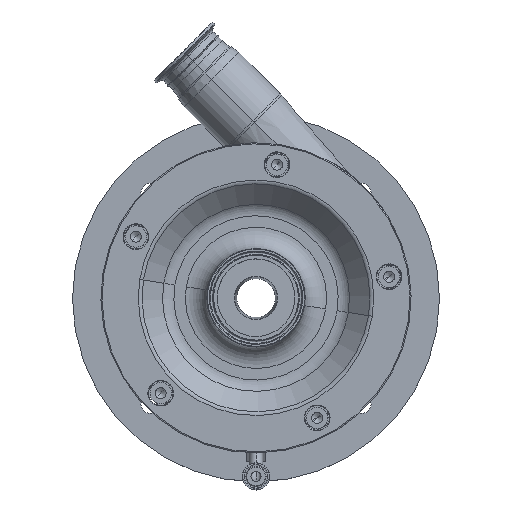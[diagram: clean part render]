
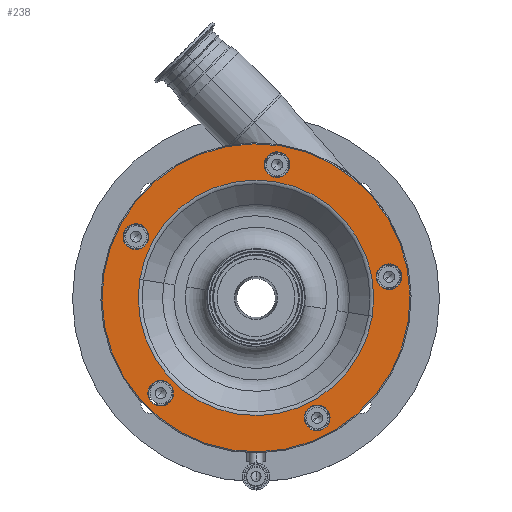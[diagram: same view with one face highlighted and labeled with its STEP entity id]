
A CAD part, top view. The second image highlights one B-rep face of the part: STEP entity #238.
In plain terms, the highlighted planar face has unit normal (0, 0, 1).
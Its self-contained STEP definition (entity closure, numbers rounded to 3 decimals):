
#121 = CARTESIAN_POINT ( 'NONE',  ( 108.716, -17.219, 326.5 ) ) ;
#238 = ADVANCED_FACE ( 'NONE', ( #5312, #2484, #7284, #15543, #13007, #4366, #11498 ), #1436, .F. ) ;
#324 = DIRECTION ( 'NONE',  ( 0., 0., 1. ) ) ;
#460 = VERTEX_POINT ( 'NONE', #3296 ) ;
#463 = CIRCLE ( 'NONE', #15757, 110.071 ) ;
#595 = CARTESIAN_POINT ( 'NONE',  ( 136.301, 17.834, 326.5 ) ) ;
#599 = ORIENTED_EDGE ( 'NONE', *, *, #10844, .F. ) ;
#660 = EDGE_CURVE ( 'NONE', #16050, #4892, #6785, .T. ) ;
#667 = AXIS2_PLACEMENT_3D ( 'NONE', #9337, #15056, #5016 ) ;
#931 = CIRCLE ( 'NONE', #17131, 12. ) ;
#1120 = CARTESIAN_POINT ( 'NONE',  ( -100.415, 55.326, 326.5 ) ) ;
#1260 = AXIS2_PLACEMENT_3D ( 'NONE', #12055, #4921, #12335 ) ;
#1436 = PLANE ( 'NONE',  #7059 ) ;
#1523 = CARTESIAN_POINT ( 'NONE',  ( 57.203, -112.267, 326.5 ) ) ;
#1579 = VERTEX_POINT ( 'NONE', #121 ) ;
#1588 = CARTESIAN_POINT ( 'NONE',  ( -124.119, 59.08, 326.5 ) ) ;
#1647 = VERTEX_POINT ( 'NONE', #16906 ) ;
#1762 = DIRECTION ( 'NONE',  ( 0.988, -0.156, 0. ) ) ;
#1919 = ORIENTED_EDGE ( 'NONE', *, *, #15662, .F. ) ;
#1989 = CARTESIAN_POINT ( 'NONE',  ( 0., 0., 326.5 ) ) ;
#2106 = CARTESIAN_POINT ( 'NONE',  ( 7.858, 126.326, 326.5 ) ) ;
#2395 = CARTESIAN_POINT ( 'NONE',  ( 0., 0., 326.5 ) ) ;
#2472 = CIRCLE ( 'NONE', #667, 12. ) ;
#2484 = FACE_BOUND ( 'NONE', #10592, .T. ) ;
#2693 = DIRECTION ( 'NONE',  ( 0.988, -0.156, 0. ) ) ;
#2838 = ORIENTED_EDGE ( 'NONE', *, *, #5829, .F. ) ;
#2989 = DIRECTION ( 'NONE',  ( 0., 0., 1. ) ) ;
#3119 = DIRECTION ( 'NONE',  ( 0., 0., 1. ) ) ;
#3173 = VERTEX_POINT ( 'NONE', #6359 ) ;
#3196 = ORIENTED_EDGE ( 'NONE', *, *, #8978, .F. ) ;
#3223 = CARTESIAN_POINT ( 'NONE',  ( 0., 0., 326.5 ) ) ;
#3296 = CARTESIAN_POINT ( 'NONE',  ( -100.948, -87.218, 326.5 ) ) ;
#3318 = AXIS2_PLACEMENT_3D ( 'NONE', #17914, #15170, #13767 ) ;
#3463 = CARTESIAN_POINT ( 'NONE',  ( -108.716, 17.219, 326.5 ) ) ;
#4272 = CARTESIAN_POINT ( 'NONE',  ( 22.527, 142.227, 326.5 ) ) ;
#4366 = FACE_OUTER_BOUND ( 'NONE', #8829, .T. ) ;
#4445 = AXIS2_PLACEMENT_3D ( 'NONE', #15850, #13309, #8817 ) ;
#4464 = DIRECTION ( 'NONE',  ( -0.988, 0.156, 0. ) ) ;
#4892 = VERTEX_POINT ( 'NONE', #5404 ) ;
#4921 = DIRECTION ( 'NONE',  ( 0., 0., 1. ) ) ;
#4999 = DIRECTION ( 'NONE',  ( 0., 0., 1. ) ) ;
#5016 = DIRECTION ( 'NONE',  ( 0.988, -0.156, 0. ) ) ;
#5312 = FACE_BOUND ( 'NONE', #7739, .T. ) ;
#5401 = CARTESIAN_POINT ( 'NONE',  ( -89.095, -89.095, 326.5 ) ) ;
#5404 = CARTESIAN_POINT ( 'NONE',  ( 69.055, -114.144, 326.5 ) ) ;
#5454 = DIRECTION ( 'NONE',  ( 0., 0., 1. ) ) ;
#5496 = DIRECTION ( 'NONE',  ( 0., 0., 1. ) ) ;
#5519 = ORIENTED_EDGE ( 'NONE', *, *, #14160, .F. ) ;
#5829 = EDGE_CURVE ( 'NONE', #1579, #16886, #11420, .T. ) ;
#5908 = EDGE_CURVE ( 'NONE', #12203, #17442, #18040, .T. ) ;
#5976 = AXIS2_PLACEMENT_3D ( 'NONE', #1523, #4999, #15038 ) ;
#6127 = AXIS2_PLACEMENT_3D ( 'NONE', #7322, #13413, #16414 ) ;
#6331 = CARTESIAN_POINT ( 'NONE',  ( 112.596, 21.588, 326.5 ) ) ;
#6359 = CARTESIAN_POINT ( 'NONE',  ( 31.563, 122.572, 326.5 ) ) ;
#6575 = ORIENTED_EDGE ( 'NONE', *, *, #7730, .F. ) ;
#6785 = CIRCLE ( 'NONE', #14267, 12. ) ;
#7059 = AXIS2_PLACEMENT_3D ( 'NONE', #4272, #17327, #4464 ) ;
#7207 = EDGE_CURVE ( 'NONE', #13435, #13753, #931, .T. ) ;
#7284 = FACE_BOUND ( 'NONE', #13340, .T. ) ;
#7322 = CARTESIAN_POINT ( 'NONE',  ( -112.267, 57.203, 326.5 ) ) ;
#7339 = CARTESIAN_POINT ( 'NONE',  ( 45.351, -110.39, 326.5 ) ) ;
#7730 = EDGE_CURVE ( 'NONE', #1647, #460, #15328, .T. ) ;
#7739 = EDGE_LOOP ( 'NONE', ( #13956, #16810 ) ) ;
#8094 = AXIS2_PLACEMENT_3D ( 'NONE', #10259, #3119, #14577 ) ;
#8336 = EDGE_CURVE ( 'NONE', #8959, #12739, #17757, .T. ) ;
#8816 = CARTESIAN_POINT ( 'NONE',  ( 57.203, -112.267, 326.5 ) ) ;
#8817 = DIRECTION ( 'NONE',  ( 0.988, -0.156, 0. ) ) ;
#8829 = EDGE_LOOP ( 'NONE', ( #9261, #18388 ) ) ;
#8959 = VERTEX_POINT ( 'NONE', #6331 ) ;
#8978 = EDGE_CURVE ( 'NONE', #460, #1647, #10569, .T. ) ;
#8999 = EDGE_CURVE ( 'NONE', #12739, #8959, #2472, .T. ) ;
#9261 = ORIENTED_EDGE ( 'NONE', *, *, #5908, .T. ) ;
#9268 = DIRECTION ( 'NONE',  ( 0., 0., 1. ) ) ;
#9337 = CARTESIAN_POINT ( 'NONE',  ( 124.449, 19.711, 326.5 ) ) ;
#9344 = AXIS2_PLACEMENT_3D ( 'NONE', #5401, #5496, #13849 ) ;
#9500 = CIRCLE ( 'NONE', #10099, 144. ) ;
#10099 = AXIS2_PLACEMENT_3D ( 'NONE', #3223, #324, #14682 ) ;
#10259 = CARTESIAN_POINT ( 'NONE',  ( 19.711, 124.449, 326.5 ) ) ;
#10354 = DIRECTION ( 'NONE',  ( 0., 0., 1. ) ) ;
#10447 = DIRECTION ( 'NONE',  ( 0.988, -0.156, 0. ) ) ;
#10569 = CIRCLE ( 'NONE', #1260, 12. ) ;
#10592 = EDGE_LOOP ( 'NONE', ( #16945, #10984 ) ) ;
#10844 = EDGE_CURVE ( 'NONE', #13753, #13435, #11541, .T. ) ;
#10883 = EDGE_LOOP ( 'NONE', ( #2838, #17371 ) ) ;
#10984 = ORIENTED_EDGE ( 'NONE', *, *, #660, .F. ) ;
#11154 = AXIS2_PLACEMENT_3D ( 'NONE', #18398, #18582, #2693 ) ;
#11355 = VERTEX_POINT ( 'NONE', #2106 ) ;
#11420 = CIRCLE ( 'NONE', #3318, 110.071 ) ;
#11498 = FACE_BOUND ( 'NONE', #15604, .T. ) ;
#11541 = CIRCLE ( 'NONE', #6127, 12. ) ;
#11680 = CIRCLE ( 'NONE', #8094, 12. ) ;
#11703 = EDGE_CURVE ( 'NONE', #16886, #1579, #463, .T. ) ;
#12055 = CARTESIAN_POINT ( 'NONE',  ( -89.095, -89.095, 326.5 ) ) ;
#12203 = VERTEX_POINT ( 'NONE', #12298 ) ;
#12298 = CARTESIAN_POINT ( 'NONE',  ( 142.227, -22.527, 326.5 ) ) ;
#12335 = DIRECTION ( 'NONE',  ( 0.988, -0.156, 0. ) ) ;
#12739 = VERTEX_POINT ( 'NONE', #595 ) ;
#12900 = EDGE_CURVE ( 'NONE', #17442, #12203, #9500, .T. ) ;
#13007 = FACE_BOUND ( 'NONE', #10883, .T. ) ;
#13200 = EDGE_LOOP ( 'NONE', ( #5519, #1919 ) ) ;
#13309 = DIRECTION ( 'NONE',  ( 0., 0., 1. ) ) ;
#13340 = EDGE_LOOP ( 'NONE', ( #6575, #3196 ) ) ;
#13413 = DIRECTION ( 'NONE',  ( 0., 0., 1. ) ) ;
#13435 = VERTEX_POINT ( 'NONE', #1120 ) ;
#13753 = VERTEX_POINT ( 'NONE', #1588 ) ;
#13767 = DIRECTION ( 'NONE',  ( 0.988, -0.156, 0. ) ) ;
#13849 = DIRECTION ( 'NONE',  ( 0.988, -0.156, 0. ) ) ;
#13956 = ORIENTED_EDGE ( 'NONE', *, *, #8999, .F. ) ;
#14160 = EDGE_CURVE ( 'NONE', #3173, #11355, #15221, .T. ) ;
#14267 = AXIS2_PLACEMENT_3D ( 'NONE', #8816, #5454, #17451 ) ;
#14545 = CARTESIAN_POINT ( 'NONE',  ( -112.267, 57.203, 326.5 ) ) ;
#14577 = DIRECTION ( 'NONE',  ( 0.988, -0.156, 0. ) ) ;
#14682 = DIRECTION ( 'NONE',  ( 0.988, -0.156, 0. ) ) ;
#14986 = DIRECTION ( 'NONE',  ( 0.988, -0.156, 0. ) ) ;
#15038 = DIRECTION ( 'NONE',  ( 0.988, -0.156, 0. ) ) ;
#15056 = DIRECTION ( 'NONE',  ( 0., 0., 1. ) ) ;
#15170 = DIRECTION ( 'NONE',  ( 0., 0., 1. ) ) ;
#15221 = CIRCLE ( 'NONE', #4445, 12. ) ;
#15328 = CIRCLE ( 'NONE', #9344, 12. ) ;
#15543 = FACE_BOUND ( 'NONE', #13200, .T. ) ;
#15604 = EDGE_LOOP ( 'NONE', ( #16299, #599 ) ) ;
#15662 = EDGE_CURVE ( 'NONE', #11355, #3173, #11680, .T. ) ;
#15699 = EDGE_CURVE ( 'NONE', #4892, #16050, #16179, .T. ) ;
#15757 = AXIS2_PLACEMENT_3D ( 'NONE', #1989, #10354, #10447 ) ;
#15850 = CARTESIAN_POINT ( 'NONE',  ( 19.711, 124.449, 326.5 ) ) ;
#16050 = VERTEX_POINT ( 'NONE', #7339 ) ;
#16179 = CIRCLE ( 'NONE', #5976, 12. ) ;
#16299 = ORIENTED_EDGE ( 'NONE', *, *, #7207, .F. ) ;
#16414 = DIRECTION ( 'NONE',  ( 0.988, -0.156, 0. ) ) ;
#16810 = ORIENTED_EDGE ( 'NONE', *, *, #8336, .F. ) ;
#16841 = AXIS2_PLACEMENT_3D ( 'NONE', #2395, #9268, #14986 ) ;
#16886 = VERTEX_POINT ( 'NONE', #3463 ) ;
#16906 = CARTESIAN_POINT ( 'NONE',  ( -77.243, -90.973, 326.5 ) ) ;
#16945 = ORIENTED_EDGE ( 'NONE', *, *, #15699, .F. ) ;
#17131 = AXIS2_PLACEMENT_3D ( 'NONE', #14545, #2989, #1762 ) ;
#17327 = DIRECTION ( 'NONE',  ( 0., 0., -1. ) ) ;
#17371 = ORIENTED_EDGE ( 'NONE', *, *, #11703, .F. ) ;
#17442 = VERTEX_POINT ( 'NONE', #18363 ) ;
#17451 = DIRECTION ( 'NONE',  ( 0.988, -0.156, 0. ) ) ;
#17757 = CIRCLE ( 'NONE', #11154, 12. ) ;
#17914 = CARTESIAN_POINT ( 'NONE',  ( 0., 0., 326.5 ) ) ;
#18040 = CIRCLE ( 'NONE', #16841, 144. ) ;
#18363 = CARTESIAN_POINT ( 'NONE',  ( -142.227, 22.527, 326.5 ) ) ;
#18388 = ORIENTED_EDGE ( 'NONE', *, *, #12900, .T. ) ;
#18398 = CARTESIAN_POINT ( 'NONE',  ( 124.449, 19.711, 326.5 ) ) ;
#18582 = DIRECTION ( 'NONE',  ( 0., 0., 1. ) ) ;
